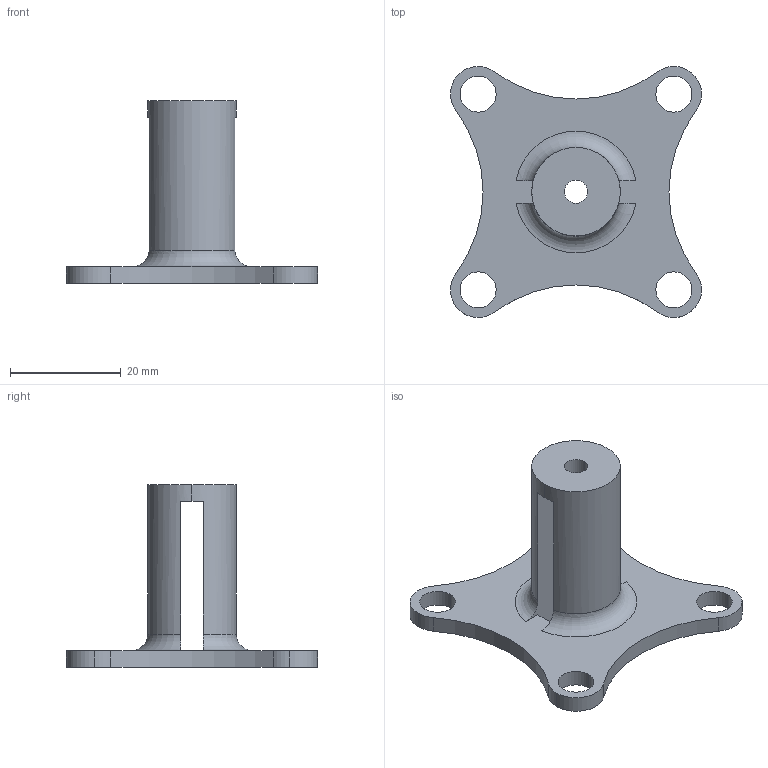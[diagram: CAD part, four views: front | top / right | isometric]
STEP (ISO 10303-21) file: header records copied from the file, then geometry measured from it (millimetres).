
FILE_DESCRIPTION (( 'STEP AP203' ), '1' );
FILE_NAME ('Iman.STEP', '2024-10-31T03:09:20', ( '' ), ( '' ), 'SwSTEP 2.0', 'SolidWorks 2022', '' );
FILE_SCHEMA (( 'CONFIG_CONTROL_DESIGN' ));
Length unit declared in the file: millimetre
Products named in the file (1): Iman
Bounding box: 45.35 x 45.35 x 33 mm (x, y, z)
Volume: 6671.8 mm3; surface area: 6342 mm2
Topology: 1 solids, 1 shells, 41 faces, 123 edges, 82 vertices
Faces by surface type: cylinder 23, plane 16, torus 2
Entity records: 1566 total; most frequent: CARTESIAN_POINT 307, DIRECTION 255, ORIENTED_EDGE 246, EDGE_CURVE 123, AXIS2_PLACEMENT_3D 94, VERTEX_POINT 82, LINE 67, VECTOR 67
